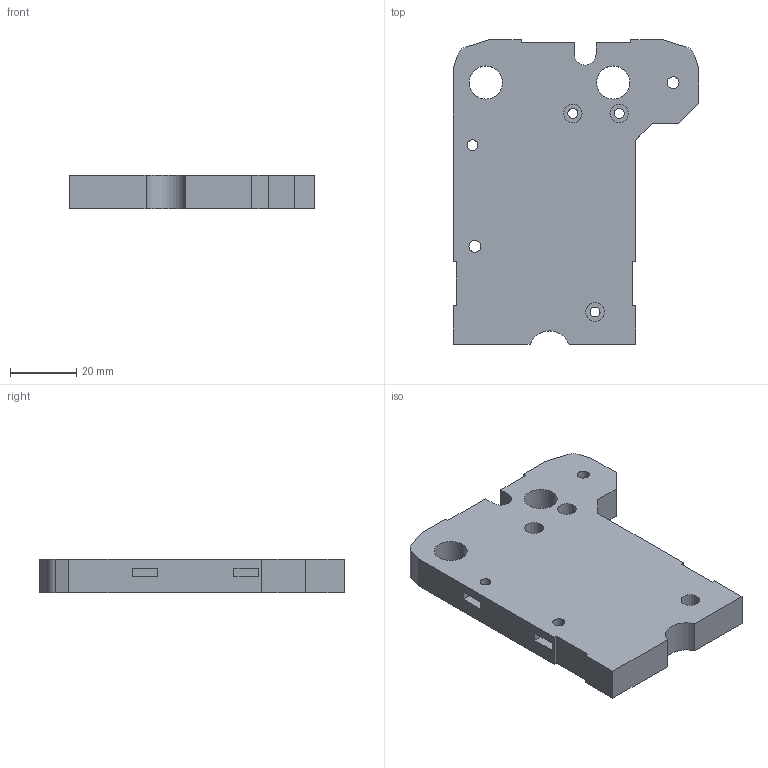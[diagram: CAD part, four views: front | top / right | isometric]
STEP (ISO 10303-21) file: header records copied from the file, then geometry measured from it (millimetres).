
FILE_DESCRIPTION (( 'STEP AP214' ), '1' );
FILE_NAME ('artillery ara parça.STEP', '2024-11-18T09:21:59', ( '' ), ( '' ), 'SwSTEP 2.0', 'SolidWorks 2024', '' );
FILE_SCHEMA (( 'AUTOMOTIVE_DESIGN' ));
Length unit declared in the file: millimetre
Products named in the file (1): artillery ara parça
Bounding box: 74.2 x 92.02 x 10 mm (x, y, z)
Volume: 50768 mm3; surface area: 15575.7 mm2
Topology: 1 solids, 1 shells, 80 faces, 216 edges, 144 vertices
Faces by surface type: plane 48, cylinder 32
Entity records: 2591 total; most frequent: DIRECTION 442, CARTESIAN_POINT 441, ORIENTED_EDGE 432, EDGE_CURVE 216, LINE 152, VECTOR 152, AXIS2_PLACEMENT_3D 145, VERTEX_POINT 144
